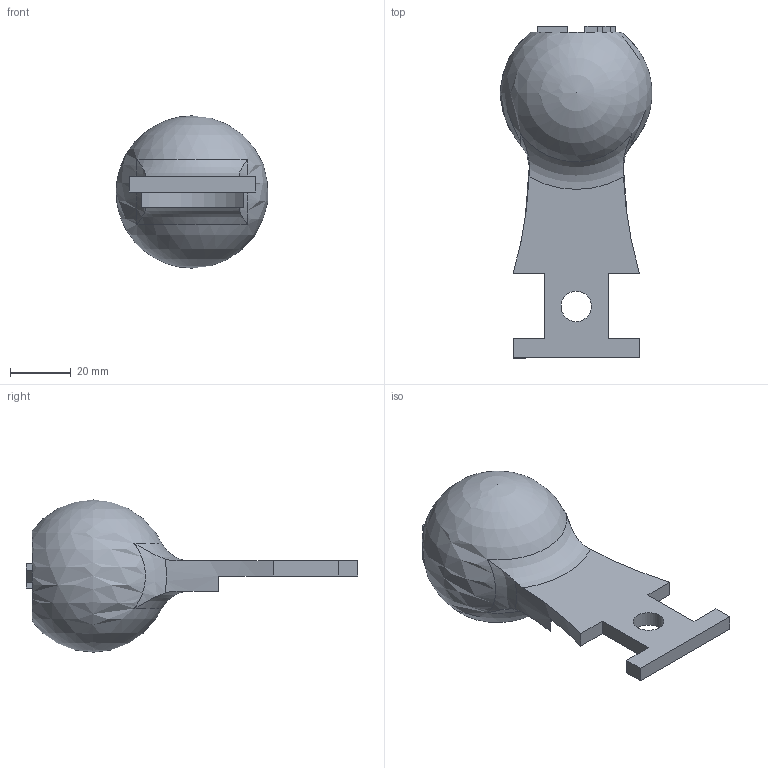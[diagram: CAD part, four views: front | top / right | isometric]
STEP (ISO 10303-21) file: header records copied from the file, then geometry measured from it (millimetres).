
FILE_DESCRIPTION(/* description */ (''),/* implementation_level */ '2;1');
FILE_NAME(/* name */ 'Gearshift_v1 v4.step',/* time_stamp */ '2024-06-05T12:14:05-07:00',/* author */ (''),/* organization */ (''),/* preprocessor_version */ 'ST-DEVELOPER v20',/* originating_system */ 'Autodesk Translation Framework v13.14.0.145',/* authorisation */ '');
FILE_SCHEMA (('AUTOMOTIVE_DESIGN { 1 0 10303 214 3 1 1 }'));
Length unit declared in the file: metre
Products named in the file (1): Gearshift_v1
Bounding box: 49.82 x 108.94 x 50 mm (x, y, z)
Volume: 75773 mm3; surface area: 12974.5 mm2
Topology: 1 solids, 1 shells, 44 faces, 125 edges, 85 vertices
Faces by surface type: plane 35, cylinder 4, bspline 2, torus 2, sphere 1
Full cylindrical faces by diameter (mm): 10 x1
Entity records: 1553 total; most frequent: CARTESIAN_POINT 385, ORIENTED_EDGE 246, DIRECTION 209, EDGE_CURVE 123, LINE 91, VECTOR 91, VERTEX_POINT 85, AXIS2_PLACEMENT_3D 59
